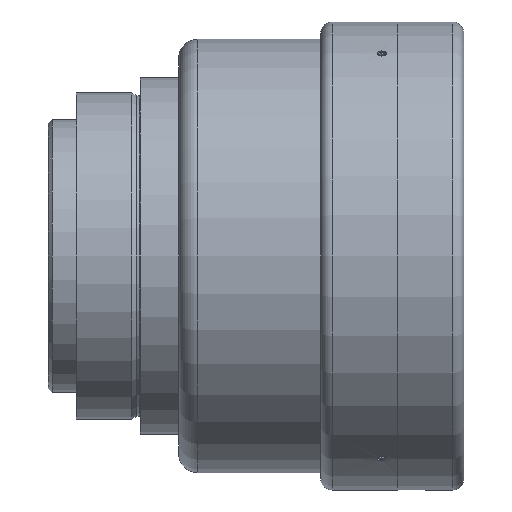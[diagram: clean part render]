
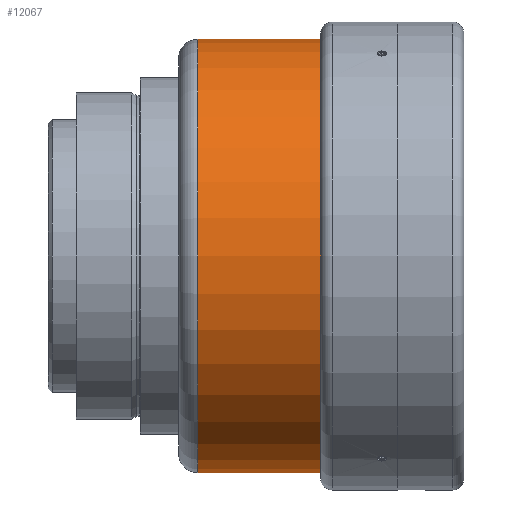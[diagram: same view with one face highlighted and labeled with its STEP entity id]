
A CAD part, front view. The second image highlights one B-rep face of the part: STEP entity #12067.
In plain terms, the highlighted cylindrical face has radius 56.5 mm (diameter 113 mm), a partial arc.
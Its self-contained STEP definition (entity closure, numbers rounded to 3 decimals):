
#749 = CARTESIAN_POINT ( 'NONE',  ( 39., 0., 0. ) ) ;
#1019 = EDGE_CURVE ( 'NONE', #9593, #9642, #10558, .T. ) ;
#2275 = CARTESIAN_POINT ( 'NONE',  ( 71., 0., 0. ) ) ;
#3221 = ORIENTED_EDGE ( 'NONE', *, *, #18296, .F. ) ;
#3559 = VECTOR ( 'NONE', #10114, 1000. ) ;
#3617 = CARTESIAN_POINT ( 'NONE',  ( 71., 0., 56.5 ) ) ;
#5242 = ORIENTED_EDGE ( 'NONE', *, *, #1019, .T. ) ;
#6070 = CARTESIAN_POINT ( 'NONE',  ( 71., 0., -56.5 ) ) ;
#7376 = CYLINDRICAL_SURFACE ( 'NONE', #24286, 56.5 ) ;
#8518 = DIRECTION ( 'NONE',  ( -1., 0., 0. ) ) ;
#9593 = VERTEX_POINT ( 'NONE', #3617 ) ;
#9617 = AXIS2_PLACEMENT_3D ( 'NONE', #2275, #29560, #15205 ) ;
#9642 = VERTEX_POINT ( 'NONE', #17233 ) ;
#9930 = EDGE_CURVE ( 'NONE', #24503, #9593, #24831, .T. ) ;
#10048 = FACE_OUTER_BOUND ( 'NONE', #25889, .T. ) ;
#10114 = DIRECTION ( 'NONE',  ( -1., 0., 0. ) ) ;
#10405 = EDGE_CURVE ( 'NONE', #13705, #9642, #24910, .T. ) ;
#10558 = LINE ( 'NONE', #26314, #12264 ) ;
#11370 = DIRECTION ( 'NONE',  ( 0., 0., 1. ) ) ;
#12067 = ADVANCED_FACE ( 'NONE', ( #10048 ), #7376, .T. ) ;
#12264 = VECTOR ( 'NONE', #15863, 1000. ) ;
#12448 = LINE ( 'NONE', #26406, #3559 ) ;
#13705 = VERTEX_POINT ( 'NONE', #32936 ) ;
#15205 = DIRECTION ( 'NONE',  ( 0., 0., 1. ) ) ;
#15863 = DIRECTION ( 'NONE',  ( -1., 0., 0. ) ) ;
#17233 = CARTESIAN_POINT ( 'NONE',  ( 39., 0., 56.5 ) ) ;
#18191 = DIRECTION ( 'NONE',  ( -1., 0., 0. ) ) ;
#18296 = EDGE_CURVE ( 'NONE', #24503, #13705, #12448, .T. ) ;
#21350 = ORIENTED_EDGE ( 'NONE', *, *, #9930, .T. ) ;
#21495 = ORIENTED_EDGE ( 'NONE', *, *, #10405, .F. ) ;
#21558 = CARTESIAN_POINT ( 'NONE',  ( 0., 0., 0. ) ) ;
#24286 = AXIS2_PLACEMENT_3D ( 'NONE', #21558, #18191, #32022 ) ;
#24503 = VERTEX_POINT ( 'NONE', #6070 ) ;
#24831 = CIRCLE ( 'NONE', #9617, 56.5 ) ;
#24910 = CIRCLE ( 'NONE', #25949, 56.5 ) ;
#25889 = EDGE_LOOP ( 'NONE', ( #3221, #21350, #5242, #21495 ) ) ;
#25949 = AXIS2_PLACEMENT_3D ( 'NONE', #749, #8518, #11370 ) ;
#26314 = CARTESIAN_POINT ( 'NONE',  ( 0., 0., 56.5 ) ) ;
#26406 = CARTESIAN_POINT ( 'NONE',  ( 0., 0., -56.5 ) ) ;
#29560 = DIRECTION ( 'NONE',  ( -1., 0., 0. ) ) ;
#32022 = DIRECTION ( 'NONE',  ( 0., 0., 1. ) ) ;
#32936 = CARTESIAN_POINT ( 'NONE',  ( 39., 0., -56.5 ) ) ;
